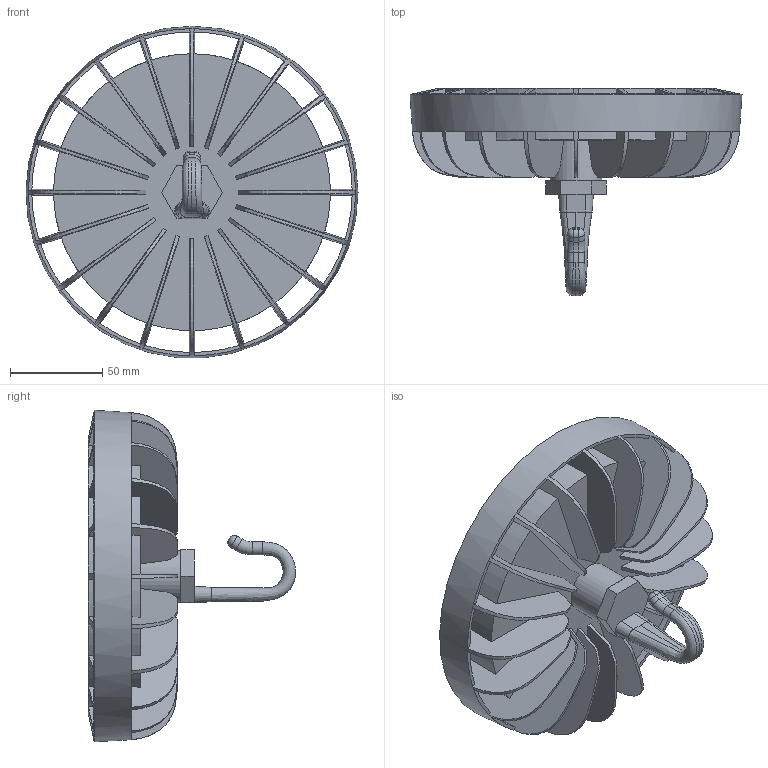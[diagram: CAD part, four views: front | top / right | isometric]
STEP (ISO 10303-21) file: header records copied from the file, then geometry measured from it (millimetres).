
FILE_DESCRIPTION (( 'STEP AP214' ), '1' );
FILE_NAME ('HB_COMP_83W.STEP', '2023-06-06T11:32:14', ( '' ), ( '' ), 'SwSTEP 2.0', 'SolidWorks 2020', '' );
FILE_SCHEMA (( 'AUTOMOTIVE_DESIGN' ));
Length unit declared in the file: millimetre
Products named in the file (1): HB_COMP_83W
Bounding box: 179.89 x 112.25 x 179.63 mm (x, y, z)
Volume: 580300.4 mm3; surface area: 172094.2 mm2
Topology: 3 solids, 3 shells, 190 faces, 711 edges, 490 vertices
Faces by surface type: plane 102, cylinder 34, bspline 26, cone 24, torus 4
Full cylindrical faces by diameter (mm): 28 x1, 146 x1
Entity records: 16393 total; most frequent: CARTESIAN_POINT 8994, ORIENTED_EDGE 1412, DIRECTION 725, EDGE_CURVE 706, VERTEX_POINT 489, B_SPLINE_CURVE_WITH_KNOTS 438, AXIS2_PLACEMENT_3D 292, EDGE_LOOP 197
